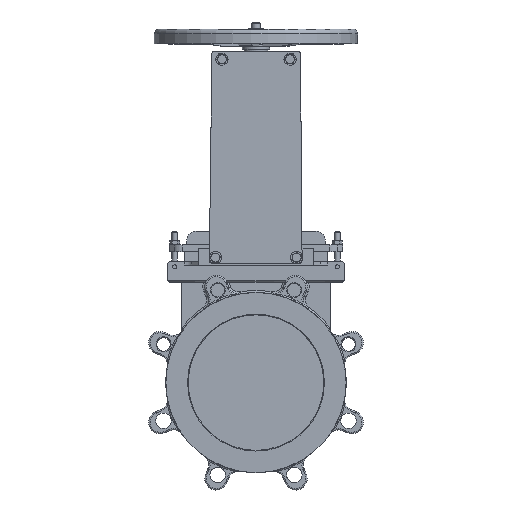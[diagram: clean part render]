
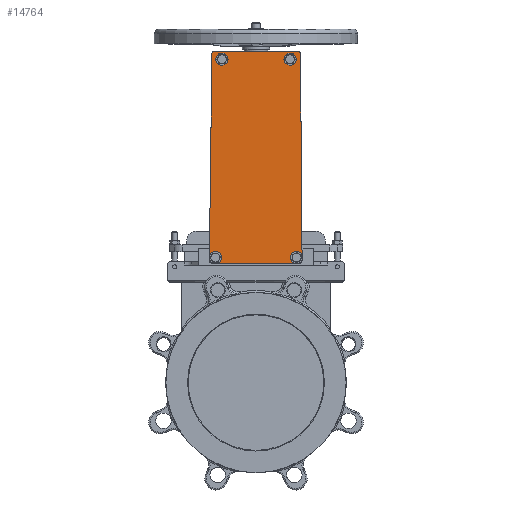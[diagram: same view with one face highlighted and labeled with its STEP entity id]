
A CAD part, top view. The second image highlights one B-rep face of the part: STEP entity #14764.
In plain terms, the highlighted planar face has unit normal (0, 0, 1).
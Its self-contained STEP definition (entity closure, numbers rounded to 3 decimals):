
#681=FACE_BOUND('',#2260,.T.);
#682=FACE_BOUND('',#2261,.T.);
#683=FACE_BOUND('',#2262,.T.);
#684=FACE_BOUND('',#2263,.T.);
#771=PLANE('',#15795);
#1386=FACE_OUTER_BOUND('',#2259,.T.);
#2259=EDGE_LOOP('',(#9636,#9637,#9638,#9639,#9640,#9641,#9642,#9643));
#2260=EDGE_LOOP('',(#9644));
#2261=EDGE_LOOP('',(#9645));
#2262=EDGE_LOOP('',(#9646));
#2263=EDGE_LOOP('',(#9647));
#3215=LINE('',#21867,#4222);
#3218=LINE('',#21873,#4225);
#3219=LINE('',#21877,#4226);
#3220=LINE('',#21881,#4227);
#4222=VECTOR('',#17527,10.);
#4225=VECTOR('',#17532,10.);
#4226=VECTOR('',#17535,10.);
#4227=VECTOR('',#17538,10.);
#5231=CIRCLE('',#15792,4.);
#5233=CIRCLE('',#15796,4.);
#5234=CIRCLE('',#15797,4.);
#5235=CIRCLE('',#15798,4.);
#5236=CIRCLE('',#15799,5.);
#5237=CIRCLE('',#15800,5.);
#5238=CIRCLE('',#15801,5.);
#5239=CIRCLE('',#15802,5.);
#6070=VERTEX_POINT('',#21857);
#6071=VERTEX_POINT('',#21858);
#6074=VERTEX_POINT('',#21866);
#6076=VERTEX_POINT('',#21872);
#6077=VERTEX_POINT('',#21874);
#6078=VERTEX_POINT('',#21876);
#6079=VERTEX_POINT('',#21878);
#6080=VERTEX_POINT('',#21880);
#6081=VERTEX_POINT('',#21883);
#6082=VERTEX_POINT('',#21885);
#6083=VERTEX_POINT('',#21887);
#6084=VERTEX_POINT('',#21889);
#7427=EDGE_CURVE('',#6070,#6071,#5231,.T.);
#7431=EDGE_CURVE('',#6074,#6071,#3215,.T.);
#7434=EDGE_CURVE('',#6070,#6076,#3218,.T.);
#7435=EDGE_CURVE('',#6077,#6076,#5233,.T.);
#7436=EDGE_CURVE('',#6077,#6078,#3219,.T.);
#7437=EDGE_CURVE('',#6079,#6078,#5234,.T.);
#7438=EDGE_CURVE('',#6079,#6080,#3220,.T.);
#7439=EDGE_CURVE('',#6074,#6080,#5235,.T.);
#7440=EDGE_CURVE('',#6081,#6081,#5236,.T.);
#7441=EDGE_CURVE('',#6082,#6082,#5237,.T.);
#7442=EDGE_CURVE('',#6083,#6083,#5238,.T.);
#7443=EDGE_CURVE('',#6084,#6084,#5239,.T.);
#9636=ORIENTED_EDGE('',*,*,#7427,.F.);
#9637=ORIENTED_EDGE('',*,*,#7434,.T.);
#9638=ORIENTED_EDGE('',*,*,#7435,.F.);
#9639=ORIENTED_EDGE('',*,*,#7436,.T.);
#9640=ORIENTED_EDGE('',*,*,#7437,.F.);
#9641=ORIENTED_EDGE('',*,*,#7438,.T.);
#9642=ORIENTED_EDGE('',*,*,#7439,.F.);
#9643=ORIENTED_EDGE('',*,*,#7431,.T.);
#9644=ORIENTED_EDGE('',*,*,#7440,.T.);
#9645=ORIENTED_EDGE('',*,*,#7441,.T.);
#9646=ORIENTED_EDGE('',*,*,#7442,.T.);
#9647=ORIENTED_EDGE('',*,*,#7443,.T.);
#14764=ADVANCED_FACE('',(#1386,#681,#682,#683,#684),#771,.T.);
#15792=AXIS2_PLACEMENT_3D('',#21859,#17519,#17520);
#15795=AXIS2_PLACEMENT_3D('',#21871,#17530,#17531);
#15796=AXIS2_PLACEMENT_3D('',#21875,#17533,#17534);
#15797=AXIS2_PLACEMENT_3D('',#21879,#17536,#17537);
#15798=AXIS2_PLACEMENT_3D('',#21882,#17539,#17540);
#15799=AXIS2_PLACEMENT_3D('',#21884,#17541,#17542);
#15800=AXIS2_PLACEMENT_3D('',#21886,#17543,#17544);
#15801=AXIS2_PLACEMENT_3D('',#21888,#17545,#17546);
#15802=AXIS2_PLACEMENT_3D('',#21890,#17547,#17548);
#17519=DIRECTION('center_axis',(0.,0.,-1.));
#17520=DIRECTION('ref_axis',(-0.703,0.711,0.));
#17527=DIRECTION('',(-1.,0.,0.));
#17530=DIRECTION('center_axis',(0.,0.,1.));
#17531=DIRECTION('ref_axis',(1.,0.,0.));
#17532=DIRECTION('',(-0.012,-1.,0.));
#17533=DIRECTION('center_axis',(0.,0.,-1.));
#17534=DIRECTION('ref_axis',(-0.711,-0.703,0.));
#17535=DIRECTION('',(1.,0.,0.));
#17536=DIRECTION('center_axis',(0.,0.,-1.));
#17537=DIRECTION('ref_axis',(0.71,-0.704,0.));
#17538=DIRECTION('',(-0.008,1.,0.));
#17539=DIRECTION('center_axis',(0.,0.,-1.));
#17540=DIRECTION('ref_axis',(0.704,0.71,0.));
#17541=DIRECTION('center_axis',(0.,0.,-1.));
#17542=DIRECTION('ref_axis',(-1.,0.,0.));
#17543=DIRECTION('center_axis',(0.,0.,-1.));
#17544=DIRECTION('ref_axis',(-1.,0.,0.));
#17545=DIRECTION('center_axis',(0.,0.,-1.));
#17546=DIRECTION('ref_axis',(-1.,0.,0.));
#17547=DIRECTION('center_axis',(0.,0.,-1.));
#17548=DIRECTION('ref_axis',(-1.,0.,0.));
#21857=CARTESIAN_POINT('',(-65.039,485.049,40.));
#21858=CARTESIAN_POINT('',(-61.04,489.,40.));
#21859=CARTESIAN_POINT('Origin',(-61.04,485.,40.));
#21866=CARTESIAN_POINT('',(61.612,489.,40.));
#21867=CARTESIAN_POINT('',(65.,489.,40.));
#21871=CARTESIAN_POINT('Origin',(-0.43,370.029,40.));
#21872=CARTESIAN_POINT('',(-68.815,180.107,40.));
#21873=CARTESIAN_POINT('',(-64.062,564.,40.));
#21874=CARTESIAN_POINT('',(-64.815,176.058,40.));
#21875=CARTESIAN_POINT('Origin',(-64.815,180.058,40.));
#21876=CARTESIAN_POINT('',(63.973,176.058,40.));
#21877=CARTESIAN_POINT('',(-68.865,176.058,40.));
#21878=CARTESIAN_POINT('',(67.973,180.089,40.));
#21879=CARTESIAN_POINT('Origin',(63.973,180.058,40.));
#21880=CARTESIAN_POINT('',(65.612,485.031,40.));
#21881=CARTESIAN_POINT('',(68.004,176.058,40.));
#21882=CARTESIAN_POINT('Origin',(61.612,485.,40.));
#21883=CARTESIAN_POINT('',(55.25,477.,40.));
#21884=CARTESIAN_POINT('Origin',(50.25,477.,40.));
#21885=CARTESIAN_POINT('',(65.,184.343,40.));
#21886=CARTESIAN_POINT('Origin',(60.,184.343,40.));
#21887=CARTESIAN_POINT('',(-55.,184.343,40.));
#21888=CARTESIAN_POINT('Origin',(-60.,184.343,40.));
#21889=CARTESIAN_POINT('',(-45.25,477.,40.));
#21890=CARTESIAN_POINT('Origin',(-50.25,477.,40.));
